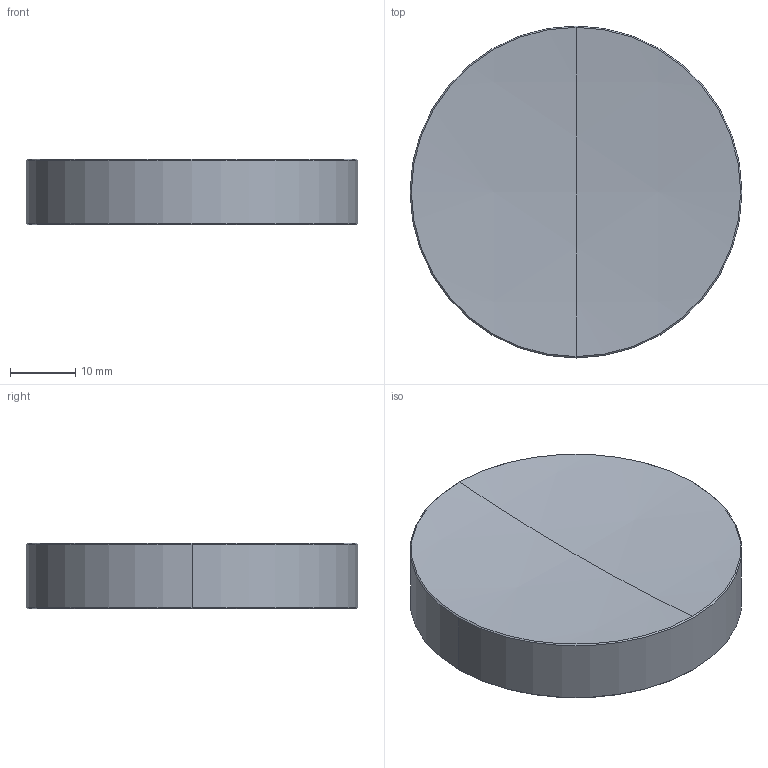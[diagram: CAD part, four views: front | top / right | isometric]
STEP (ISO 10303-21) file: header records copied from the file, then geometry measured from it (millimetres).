
FILE_DESCRIPTION (( 'STEP AP214' ), '1' );
FILE_NAME ('22200-E0W.STEP', '2011-04-13T15:53:55', ( 'Admin' ), ( 'Thorlabs, Inc.' ), 'SwSTEP 2.0', 'SolidWorks 2011', '' );
FILE_SCHEMA (( 'AUTOMOTIVE_DESIGN' ));
Length unit declared in the file: inch
Products named in the file (1): 22200-E0W
Bounding box: 50.8 x 50.8 x 10.06 mm (x, y, z)
Volume: 19326.1 mm3; surface area: 5626.2 mm2
Topology: 1 solids, 1 shells, 276 faces, 726 edges, 483 vertices
Faces by surface type: plane 148, bspline 120, cone 4, sphere 2, cylinder 2
Entity records: 18854 total; most frequent: CARTESIAN_POINT 9214, ORIENTED_EDGE 1452, DIRECTION 812, EDGE_CURVE 726, VERTEX_POINT 483, VECTOR 474, LINE 474, EDGE_LOOP 307
